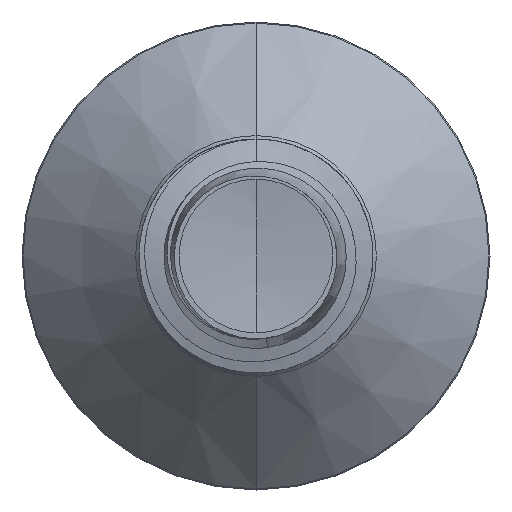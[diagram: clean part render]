
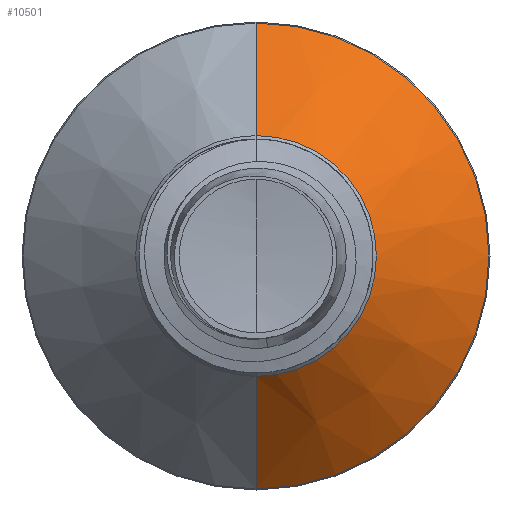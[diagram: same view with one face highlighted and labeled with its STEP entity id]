
A CAD part, front view. The second image highlights one B-rep face of the part: STEP entity #10501.
In plain terms, the highlighted conical face has half-angle 45 degrees and reference radius 3.088 mm.
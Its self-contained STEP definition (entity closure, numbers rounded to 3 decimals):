
#754 = EDGE_LOOP ( 'NONE', ( #1244, #18015, #19932, #20697 ) ) ;
#1140 = AXIS2_PLACEMENT_3D ( 'NONE', #6296, #6272, #6269 ) ;
#1244 = ORIENTED_EDGE ( 'NONE', *, *, #2650, .T. ) ;
#1645 = VECTOR ( 'NONE', #22899, 1000. ) ;
#1912 = VERTEX_POINT ( 'NONE', #8922 ) ;
#2112 = VERTEX_POINT ( 'NONE', #7563 ) ;
#2268 = LINE ( 'NONE', #11166, #1645 ) ;
#2464 = EDGE_CURVE ( 'NONE', #12063, #1912, #17302, .T. ) ;
#2650 = EDGE_CURVE ( 'NONE', #2112, #19163, #21515, .T. ) ;
#2840 = FACE_OUTER_BOUND ( 'NONE', #754, .T. ) ;
#6269 = DIRECTION ( 'NONE',  ( 0., 0., 1. ) ) ;
#6272 = DIRECTION ( 'NONE',  ( 0., 1., 0. ) ) ;
#6296 = CARTESIAN_POINT ( 'NONE',  ( 0., 11.239, 0. ) ) ;
#6529 = CARTESIAN_POINT ( 'NONE',  ( 0., 11.239, 3.089 ) ) ;
#6642 = DIRECTION ( 'NONE',  ( 0., 0., 1. ) ) ;
#6669 = DIRECTION ( 'NONE',  ( 0., 1., 0. ) ) ;
#6671 = CARTESIAN_POINT ( 'NONE',  ( 0., 14.124, 0. ) ) ;
#6863 = EDGE_CURVE ( 'NONE', #19163, #1912, #2268, .T. ) ;
#7394 = CONICAL_SURFACE ( 'NONE', #16569, 3.089, 0.785 ) ;
#7563 = CARTESIAN_POINT ( 'NONE',  ( 0., 11.239, 3.089 ) ) ;
#8178 = DIRECTION ( 'NONE',  ( 0., 1., 0. ) ) ;
#8440 = DIRECTION ( 'NONE',  ( 0., 0.707, 0.707 ) ) ;
#8824 = LINE ( 'NONE', #6529, #13758 ) ;
#8922 = CARTESIAN_POINT ( 'NONE',  ( 0., 14.124, -5.974 ) ) ;
#10501 = ADVANCED_FACE ( 'NONE', ( #2840 ), #7394, .T. ) ;
#11166 = CARTESIAN_POINT ( 'NONE',  ( 0., 11.239, -3.089 ) ) ;
#12063 = VERTEX_POINT ( 'NONE', #21998 ) ;
#12464 = EDGE_CURVE ( 'NONE', #2112, #12063, #8824, .T. ) ;
#13758 = VECTOR ( 'NONE', #8440, 1000. ) ;
#16569 = AXIS2_PLACEMENT_3D ( 'NONE', #20670, #8178, #17692 ) ;
#17302 = CIRCLE ( 'NONE', #22074, 5.974 ) ;
#17692 = DIRECTION ( 'NONE',  ( 0., 0., 1. ) ) ;
#18015 = ORIENTED_EDGE ( 'NONE', *, *, #6863, .T. ) ;
#19163 = VERTEX_POINT ( 'NONE', #20063 ) ;
#19932 = ORIENTED_EDGE ( 'NONE', *, *, #2464, .F. ) ;
#20063 = CARTESIAN_POINT ( 'NONE',  ( 0., 11.239, -3.089 ) ) ;
#20670 = CARTESIAN_POINT ( 'NONE',  ( 0., 11.239, 0. ) ) ;
#20697 = ORIENTED_EDGE ( 'NONE', *, *, #12464, .F. ) ;
#21515 = CIRCLE ( 'NONE', #1140, 3.089 ) ;
#21998 = CARTESIAN_POINT ( 'NONE',  ( 0., 14.124, 5.974 ) ) ;
#22074 = AXIS2_PLACEMENT_3D ( 'NONE', #6671, #6669, #6642 ) ;
#22899 = DIRECTION ( 'NONE',  ( 0., 0.707, -0.707 ) ) ;
